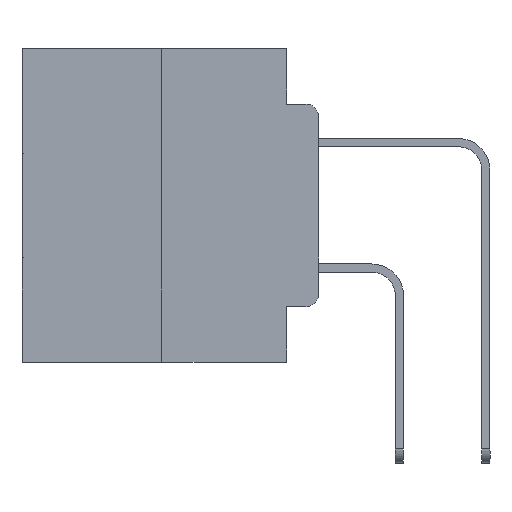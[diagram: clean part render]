
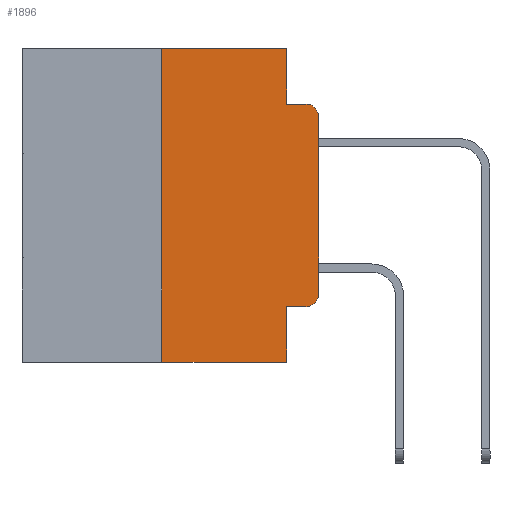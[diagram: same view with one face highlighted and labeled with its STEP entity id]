
A CAD part, left-side view. The second image highlights one B-rep face of the part: STEP entity #1896.
In plain terms, the highlighted planar face has unit normal (-1, 0, 0).
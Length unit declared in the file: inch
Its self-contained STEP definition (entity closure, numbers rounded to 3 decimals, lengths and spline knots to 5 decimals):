
#54 = VERTEX_POINT ( 'NONE', #6566 ) ;
#735 = LINE ( 'NONE', #19020, #22546 ) ;
#764 = DIRECTION ( 'NONE',  ( 0., -1., 0. ) ) ;
#974 = DIRECTION ( 'NONE',  ( -1., 0., 0. ) ) ;
#1896 = ADVANCED_FACE ( 'NONE', ( #17767 ), #24510, .F. ) ;
#2223 = EDGE_CURVE ( 'NONE', #26760, #11754, #2905, .T. ) ;
#2809 = CARTESIAN_POINT ( 'NONE',  ( 0., 0.02, -0.0885 ) ) ;
#2905 = LINE ( 'NONE', #19536, #7619 ) ;
#3381 = ORIENTED_EDGE ( 'NONE', *, *, #18612, .F. ) ;
#4016 = CARTESIAN_POINT ( 'NONE',  ( 0., 0., -0.1085 ) ) ;
#4824 = EDGE_LOOP ( 'NONE', ( #25408, #16585, #16112, #25503, #26634, #7904, #13411, #3381, #8206, #22904 ) ) ;
#4907 = CIRCLE ( 'NONE', #13090, 0.02 ) ;
#4969 = DIRECTION ( 'NONE',  ( 0., 0., 1. ) ) ;
#5486 = VERTEX_POINT ( 'NONE', #2809 ) ;
#6099 = DIRECTION ( 'NONE',  ( 0., 0., -1. ) ) ;
#6211 = CARTESIAN_POINT ( 'NONE',  ( 0., 0.25, 0. ) ) ;
#6546 = VECTOR ( 'NONE', #4969, 39.37008 ) ;
#6566 = CARTESIAN_POINT ( 'NONE',  ( 0., 0., -0.3915 ) ) ;
#7530 = CIRCLE ( 'NONE', #24271, 0.02 ) ;
#7619 = VECTOR ( 'NONE', #21352, 39.37008 ) ;
#7904 = ORIENTED_EDGE ( 'NONE', *, *, #10742, .F. ) ;
#8206 = ORIENTED_EDGE ( 'NONE', *, *, #2223, .T. ) ;
#8219 = CARTESIAN_POINT ( 'NONE',  ( 0., 0.25, 0. ) ) ;
#8557 = VERTEX_POINT ( 'NONE', #9375 ) ;
#8591 = VECTOR ( 'NONE', #17357, 39.37008 ) ;
#8932 = CARTESIAN_POINT ( 'NONE',  ( 0., 0.02, -0.1085 ) ) ;
#9375 = CARTESIAN_POINT ( 'NONE',  ( 0., 0.051, -0.0885 ) ) ;
#9773 = CARTESIAN_POINT ( 'NONE',  ( 0., 0.051, -0.0885 ) ) ;
#9927 = AXIS2_PLACEMENT_3D ( 'NONE', #19868, #27199, #26907 ) ;
#10135 = DIRECTION ( 'NONE',  ( 0., 0., -1. ) ) ;
#10285 = CARTESIAN_POINT ( 'NONE',  ( 0., 0.473, -0.5 ) ) ;
#10742 = EDGE_CURVE ( 'NONE', #16504, #12138, #14960, .T. ) ;
#11754 = VERTEX_POINT ( 'NONE', #27342 ) ;
#12138 = VERTEX_POINT ( 'NONE', #6211 ) ;
#12454 = VECTOR ( 'NONE', #19403, 39.37008 ) ;
#12632 = EDGE_CURVE ( 'NONE', #22367, #8557, #24739, .T. ) ;
#12967 = EDGE_CURVE ( 'NONE', #12138, #22367, #735, .T. ) ;
#13073 = DIRECTION ( 'NONE',  ( 0., 0., -1. ) ) ;
#13090 = AXIS2_PLACEMENT_3D ( 'NONE', #21514, #974, #10135 ) ;
#13411 = ORIENTED_EDGE ( 'NONE', *, *, #15879, .T. ) ;
#13953 = CARTESIAN_POINT ( 'NONE',  ( 0., 0.25, -0.5 ) ) ;
#14959 = CARTESIAN_POINT ( 'NONE',  ( 0., 0.051, 0. ) ) ;
#14960 = LINE ( 'NONE', #8219, #8591 ) ;
#14965 = CARTESIAN_POINT ( 'NONE',  ( 0., 0.051, 0. ) ) ;
#15879 = EDGE_CURVE ( 'NONE', #16504, #29576, #17166, .T. ) ;
#16112 = ORIENTED_EDGE ( 'NONE', *, *, #21671, .F. ) ;
#16504 = VERTEX_POINT ( 'NONE', #13953 ) ;
#16585 = ORIENTED_EDGE ( 'NONE', *, *, #25495, .T. ) ;
#16790 = DIRECTION ( 'NONE',  ( 0., -1., 0. ) ) ;
#17166 = LINE ( 'NONE', #10285, #12454 ) ;
#17357 = DIRECTION ( 'NONE',  ( 0., 0., 1. ) ) ;
#17767 = FACE_OUTER_BOUND ( 'NONE', #4824, .T. ) ;
#18023 = CARTESIAN_POINT ( 'NONE',  ( 0., 0., 0. ) ) ;
#18612 = EDGE_CURVE ( 'NONE', #26760, #29576, #28437, .T. ) ;
#19020 = CARTESIAN_POINT ( 'NONE',  ( 0., 0.473, 0. ) ) ;
#19245 = EDGE_CURVE ( 'NONE', #11754, #54, #4907, .T. ) ;
#19296 = DIRECTION ( 'NONE',  ( 0., 0., -1. ) ) ;
#19403 = DIRECTION ( 'NONE',  ( 0., -1., 0. ) ) ;
#19536 = CARTESIAN_POINT ( 'NONE',  ( 0., 0.051, -0.4115 ) ) ;
#19868 = CARTESIAN_POINT ( 'NONE',  ( 0., 0.473, 0. ) ) ;
#20198 = VECTOR ( 'NONE', #19296, 39.37008 ) ;
#20454 = DIRECTION ( 'NONE',  ( -1., 0., 0. ) ) ;
#21352 = DIRECTION ( 'NONE',  ( 0., -1., 0. ) ) ;
#21514 = CARTESIAN_POINT ( 'NONE',  ( 0., 0.02, -0.3915 ) ) ;
#21671 = EDGE_CURVE ( 'NONE', #8557, #5486, #28632, .T. ) ;
#22367 = VERTEX_POINT ( 'NONE', #14965 ) ;
#22546 = VECTOR ( 'NONE', #16790, 39.37008 ) ;
#22731 = VECTOR ( 'NONE', #764, 39.37008 ) ;
#22820 = LINE ( 'NONE', #18023, #6546 ) ;
#22904 = ORIENTED_EDGE ( 'NONE', *, *, #19245, .T. ) ;
#23009 = VECTOR ( 'NONE', #13073, 39.37008 ) ;
#23380 = CARTESIAN_POINT ( 'NONE',  ( 0., 0.051, -0.4115 ) ) ;
#24271 = AXIS2_PLACEMENT_3D ( 'NONE', #8932, #20454, #6099 ) ;
#24510 = PLANE ( 'NONE',  #9927 ) ;
#24739 = LINE ( 'NONE', #28782, #23009 ) ;
#24813 = EDGE_CURVE ( 'NONE', #54, #26852, #22820, .T. ) ;
#25408 = ORIENTED_EDGE ( 'NONE', *, *, #24813, .T. ) ;
#25495 = EDGE_CURVE ( 'NONE', #26852, #5486, #7530, .T. ) ;
#25503 = ORIENTED_EDGE ( 'NONE', *, *, #12632, .F. ) ;
#25700 = CARTESIAN_POINT ( 'NONE',  ( 0., 0.051, -0.5 ) ) ;
#26634 = ORIENTED_EDGE ( 'NONE', *, *, #12967, .F. ) ;
#26760 = VERTEX_POINT ( 'NONE', #23380 ) ;
#26852 = VERTEX_POINT ( 'NONE', #4016 ) ;
#26907 = DIRECTION ( 'NONE',  ( 0., 0., -1. ) ) ;
#27199 = DIRECTION ( 'NONE',  ( 1., 0., 0. ) ) ;
#27342 = CARTESIAN_POINT ( 'NONE',  ( 0., 0.02, -0.4115 ) ) ;
#28437 = LINE ( 'NONE', #14959, #20198 ) ;
#28632 = LINE ( 'NONE', #9773, #22731 ) ;
#28782 = CARTESIAN_POINT ( 'NONE',  ( 0., 0.051, 0. ) ) ;
#29576 = VERTEX_POINT ( 'NONE', #25700 ) ;
